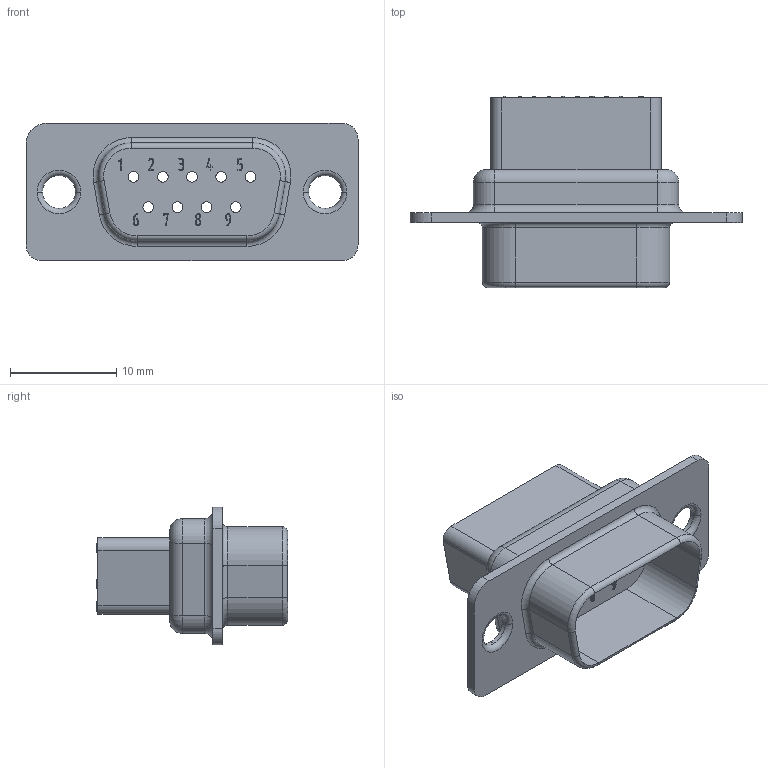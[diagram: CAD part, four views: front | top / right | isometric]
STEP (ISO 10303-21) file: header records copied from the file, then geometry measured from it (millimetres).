
FILE_DESCRIPTION(('Creo Elements/Direct Modeling STEP Export'),'2;1');
FILE_NAME('model.stp','2019-07-25T15:28:54',(''),(''),'Creo Elements/Direct Modeling STEP processor for AP214 (Solid Model)','Creo Elements/Direct Modeling 20.1A 29-Sep-2018 (C) Parametric Technology GmbH','');
FILE_SCHEMA(('AUTOMOTIVE_DESIGN { 1 0 10303 214 1 1 1 1 }'));
Length unit declared in the file: millimetre
Products named in the file (2): VS-09-ST-DSUB-CD-B
Assembly tree (1 placements, depth 2):
  VS-09-ST-DSUB-CD-B
    VS-09-ST-DSUB-CD-B
Bounding box: 31.19 x 17.97 x 12.93 mm (x, y, z)
Volume: 1720.6 mm3; surface area: 2352.5 mm2
Topology: 1 solids, 1 shells, 631 faces, 1729 edges, 1140 vertices
Faces by surface type: extrusion 228, plane 223, cylinder 160, torus 20
Entity records: 28977 total; most frequent: CARTESIAN_POINT 8617, ORIENTED_EDGE 3458, DIRECTION 2543, EDGE_CURVE 1729, VECTOR 1155, VERTEX_POINT 1140, LINE 927, AXIS2_PLACEMENT_3D 694
